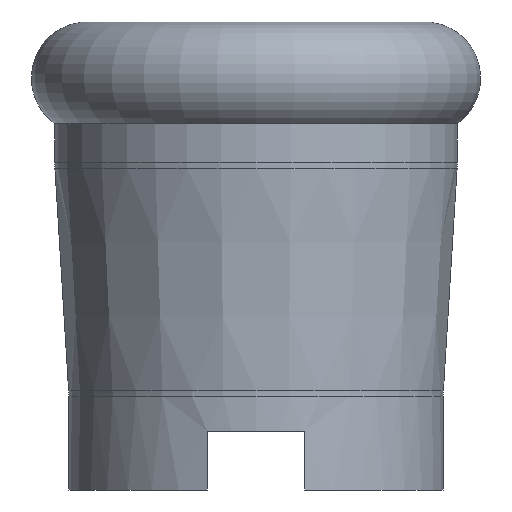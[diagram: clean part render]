
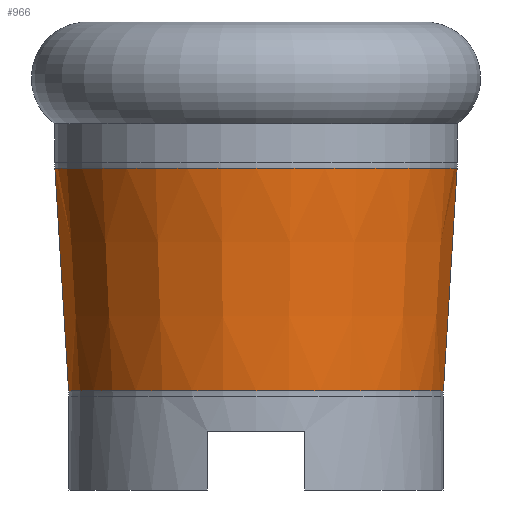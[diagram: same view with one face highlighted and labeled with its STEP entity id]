
A CAD part, front view. The second image highlights one B-rep face of the part: STEP entity #966.
In plain terms, the highlighted conical face has half-angle 3.52 degrees and reference radius 21.481 mm.
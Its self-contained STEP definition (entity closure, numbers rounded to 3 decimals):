
#16 = CARTESIAN_POINT ( 'NONE',  ( -21.481, 0., -15.614 ) ) ;
#21 = DIRECTION ( 'NONE',  ( -0.061, 0., 0.998 ) ) ;
#100 = DIRECTION ( 'NONE',  ( 0., 0., 1. ) ) ;
#115 = EDGE_CURVE ( 'NONE', #205, #912, #122, .T. ) ;
#119 = EDGE_LOOP ( 'NONE', ( #834, #477, #882, #448 ) ) ;
#122 = CIRCLE ( 'NONE', #687, 21.481 ) ;
#143 = LINE ( 'NONE', #16, #974 ) ;
#179 = DIRECTION ( 'NONE',  ( 1., 0., 0. ) ) ;
#205 = VERTEX_POINT ( 'NONE', #474 ) ;
#366 = CARTESIAN_POINT ( 'NONE',  ( 0., 0., -15.614 ) ) ;
#413 = DIRECTION ( 'NONE',  ( 1., 0., 0. ) ) ;
#425 = DIRECTION ( 'NONE',  ( 0., 0., 1. ) ) ;
#426 = CARTESIAN_POINT ( 'NONE',  ( 0., 0., -39.386 ) ) ;
#448 = ORIENTED_EDGE ( 'NONE', *, *, #115, .F. ) ;
#468 = CARTESIAN_POINT ( 'NONE',  ( 21.481, 0., -15.614 ) ) ;
#469 = EDGE_CURVE ( 'NONE', #663, #205, #143, .T. ) ;
#474 = CARTESIAN_POINT ( 'NONE',  ( -21.481, 0., -15.614 ) ) ;
#477 = ORIENTED_EDGE ( 'NONE', *, *, #595, .T. ) ;
#511 = AXIS2_PLACEMENT_3D ( 'NONE', #426, #100, #179 ) ;
#571 = CARTESIAN_POINT ( 'NONE',  ( 21.481, 0., -15.614 ) ) ;
#595 = EDGE_CURVE ( 'NONE', #663, #630, #702, .T. ) ;
#616 = LINE ( 'NONE', #468, #660 ) ;
#630 = VERTEX_POINT ( 'NONE', #658 ) ;
#658 = CARTESIAN_POINT ( 'NONE',  ( 20.019, 0., -39.386 ) ) ;
#660 = VECTOR ( 'NONE', #1014, 1000. ) ;
#663 = VERTEX_POINT ( 'NONE', #731 ) ;
#681 = FACE_OUTER_BOUND ( 'NONE', #119, .T. ) ;
#687 = AXIS2_PLACEMENT_3D ( 'NONE', #366, #841, #930 ) ;
#702 = CIRCLE ( 'NONE', #511, 20.019 ) ;
#731 = CARTESIAN_POINT ( 'NONE',  ( -20.019, 0., -39.386 ) ) ;
#740 = CONICAL_SURFACE ( 'NONE', #782, 21.481, 0.061 ) ;
#782 = AXIS2_PLACEMENT_3D ( 'NONE', #799, #425, #413 ) ;
#799 = CARTESIAN_POINT ( 'NONE',  ( 0., 0., -15.614 ) ) ;
#834 = ORIENTED_EDGE ( 'NONE', *, *, #469, .F. ) ;
#841 = DIRECTION ( 'NONE',  ( 0., 0., 1. ) ) ;
#848 = EDGE_CURVE ( 'NONE', #630, #912, #616, .T. ) ;
#882 = ORIENTED_EDGE ( 'NONE', *, *, #848, .T. ) ;
#912 = VERTEX_POINT ( 'NONE', #571 ) ;
#930 = DIRECTION ( 'NONE',  ( 1., 0., 0. ) ) ;
#966 = ADVANCED_FACE ( 'NONE', ( #681 ), #740, .T. ) ;
#974 = VECTOR ( 'NONE', #21, 1000. ) ;
#1014 = DIRECTION ( 'NONE',  ( 0.061, 0., 0.998 ) ) ;
